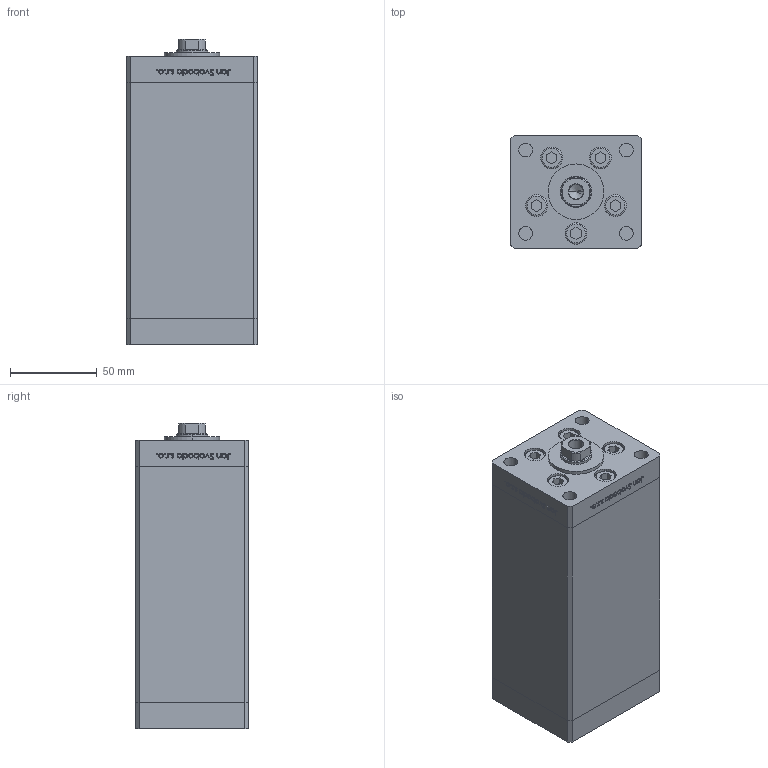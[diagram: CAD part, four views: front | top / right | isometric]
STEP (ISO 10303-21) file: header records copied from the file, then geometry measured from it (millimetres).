
FILE_DESCRIPTION (( 'STEP AP203' ), '1' );
FILE_NAME ('e541.STEP', '2024-01-08T17:28:07', ( '' ), ( '' ), 'SwSTEP 2.0', 'SolidWorks 2019', '' );
FILE_SCHEMA (( 'CONFIG_CONTROL_DESIGN' ));
Length unit declared in the file: millimetre
Products named in the file (6): V220C_B MIDDLE 32ab74bc415b47b03b529ec294c26a2c; e541; V220C BACK_B 32ab74bc415b47b03b529ec294c26a2c; V220C_VC_B 32ab74bc415b47b03b529ec294c26a2c; V220C_FRONT_B 32ab74bc415b47b03b529ec294c26a2c; ALLEN BOLT 32ab74bc415b47b03b529ec294c26a2c
Assembly tree (14 placements, depth 2):
  e541
    V220C_B MIDDLE 32ab74bc415b47b03b529ec294c26a2c
    V220C BACK_B 32ab74bc415b47b03b529ec294c26a2c
    V220C_FRONT_B 32ab74bc415b47b03b529ec294c26a2c
    V220C_VC_B 32ab74bc415b47b03b529ec294c26a2c
    ALLEN BOLT 32ab74bc415b47b03b529ec294c26a2c  x10
Bounding box: 75 x 65 x 176 mm (x, y, z)
Volume: 726108.9 mm3; surface area: 126157.9 mm2
Topology: 14 solids, 14 shells, 1173 faces, 2933 edges, 1923 vertices
Faces by surface type: bspline 484, plane 460, cylinder 139, cone 46, torus 44
Entity records: 51821 total; most frequent: CARTESIAN_POINT 30152, ORIENTED_EDGE 5034, DIRECTION 2787, EDGE_CURVE 2517, VERTEX_POINT 1671, LINE 1311, VECTOR 1311, EDGE_LOOP 1134
